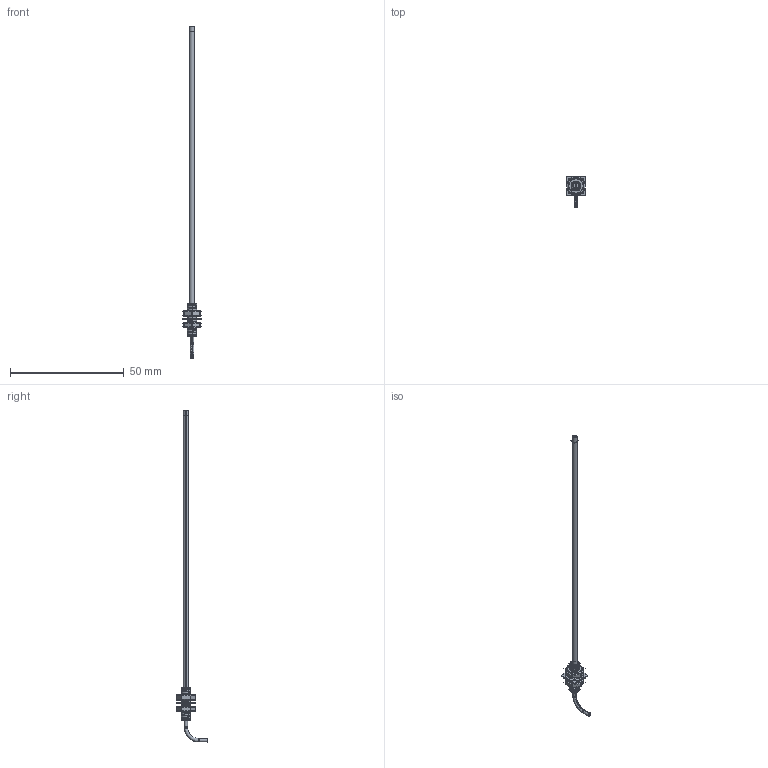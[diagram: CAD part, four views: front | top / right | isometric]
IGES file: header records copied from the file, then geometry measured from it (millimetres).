
Start section:  PTC IGES file: 193382.igs
Global section: file name: 193382.igs; native system: Creo Parametric by Parametric Technology Corporation; preprocessor: 2013230; author: pdmadmin; organization: Unknown; date: 20160303.151702; units: millimetre
Bounding box: 8.32 x 13.62 x 146.03 mm (x, y, z)
Volume: 752 mm3; surface area: 14053.9 mm2
Topology: 7 solids, 9 shells, 334 faces, 1730 edges, 2217 vertices
Faces by surface type: revolution 214, bspline 120
